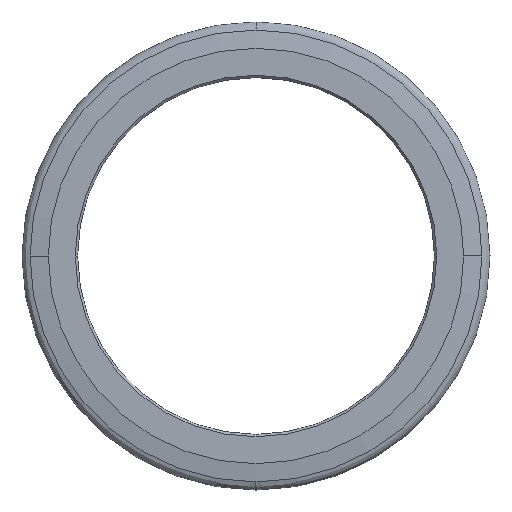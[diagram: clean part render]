
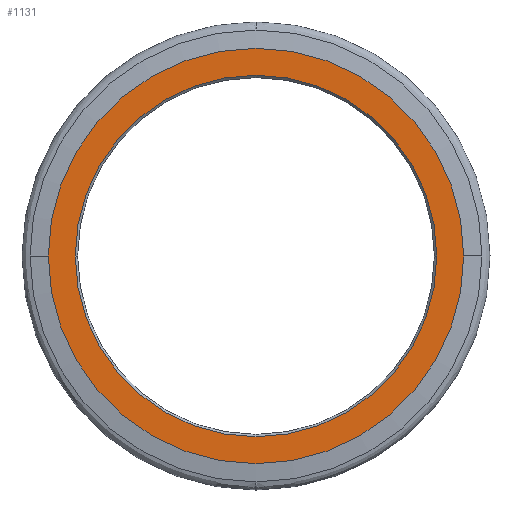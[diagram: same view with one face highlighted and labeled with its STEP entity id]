
A CAD part, left-side view. The second image highlights one B-rep face of the part: STEP entity #1131.
In plain terms, the highlighted planar face has unit normal (-1, 0, 0).
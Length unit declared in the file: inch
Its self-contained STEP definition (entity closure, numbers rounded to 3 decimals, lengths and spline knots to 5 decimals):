
#44 = ORIENTED_EDGE ( 'NONE', *, *, #1192, .F. ) ;
#82 = DIRECTION ( 'NONE',  ( 1., 0., 0. ) ) ;
#88 = CARTESIAN_POINT ( 'NONE',  ( -1.47638, 6.22933, 0. ) ) ;
#95 = FACE_BOUND ( 'NONE', #576, .T. ) ;
#99 = CARTESIAN_POINT ( 'NONE',  ( -1.47638, 0., 0. ) ) ;
#121 = EDGE_CURVE ( 'NONE', #164, #951, #507, .T. ) ;
#134 = DIRECTION ( 'NONE',  ( 0., 1., 0. ) ) ;
#164 = VERTEX_POINT ( 'NONE', #1027 ) ;
#244 = DIRECTION ( 'NONE',  ( 1., 0., 0. ) ) ;
#323 = FACE_OUTER_BOUND ( 'NONE', #444, .T. ) ;
#346 = EDGE_CURVE ( 'NONE', #951, #164, #551, .T. ) ;
#372 = AXIS2_PLACEMENT_3D ( 'NONE', #387, #244, #134 ) ;
#382 = EDGE_CURVE ( 'NONE', #612, #514, #1084, .T. ) ;
#387 = CARTESIAN_POINT ( 'NONE',  ( -1.47638, 0., 0. ) ) ;
#444 = EDGE_LOOP ( 'NONE', ( #44, #945 ) ) ;
#461 = DIRECTION ( 'NONE',  ( -1., 0., 0. ) ) ;
#507 = CIRCLE ( 'NONE', #652, 6.08268 ) ;
#514 = VERTEX_POINT ( 'NONE', #519 ) ;
#519 = CARTESIAN_POINT ( 'NONE',  ( -1.47638, 6.98819, 0. ) ) ;
#551 = CIRCLE ( 'NONE', #1462, 6.08268 ) ;
#562 = DIRECTION ( 'NONE',  ( 1., 0., 0. ) ) ;
#576 = EDGE_LOOP ( 'NONE', ( #1400, #606 ) ) ;
#606 = ORIENTED_EDGE ( 'NONE', *, *, #346, .T. ) ;
#611 = CARTESIAN_POINT ( 'NONE',  ( -1.47638, 0., 0. ) ) ;
#612 = VERTEX_POINT ( 'NONE', #1116 ) ;
#652 = AXIS2_PLACEMENT_3D ( 'NONE', #99, #82, #1489 ) ;
#690 = DIRECTION ( 'NONE',  ( 1., 0., 0. ) ) ;
#696 = AXIS2_PLACEMENT_3D ( 'NONE', #1029, #562, #1506 ) ;
#837 = CARTESIAN_POINT ( 'NONE',  ( -1.47638, 6.08268, 0. ) ) ;
#945 = ORIENTED_EDGE ( 'NONE', *, *, #382, .F. ) ;
#951 = VERTEX_POINT ( 'NONE', #837 ) ;
#1027 = CARTESIAN_POINT ( 'NONE',  ( -1.47638, -6.08268, 0. ) ) ;
#1029 = CARTESIAN_POINT ( 'NONE',  ( -1.47638, 0., 0. ) ) ;
#1084 = CIRCLE ( 'NONE', #696, 6.98819 ) ;
#1116 = CARTESIAN_POINT ( 'NONE',  ( -1.47638, -6.98819, 0. ) ) ;
#1131 = ADVANCED_FACE ( 'NONE', ( #95, #323 ), #1376, .T. ) ;
#1156 = DIRECTION ( 'NONE',  ( 0., -1., 0. ) ) ;
#1192 = EDGE_CURVE ( 'NONE', #514, #612, #1509, .T. ) ;
#1266 = AXIS2_PLACEMENT_3D ( 'NONE', #88, #461, #1501 ) ;
#1376 = PLANE ( 'NONE',  #1266 ) ;
#1400 = ORIENTED_EDGE ( 'NONE', *, *, #121, .T. ) ;
#1462 = AXIS2_PLACEMENT_3D ( 'NONE', #611, #690, #1156 ) ;
#1489 = DIRECTION ( 'NONE',  ( 0., -1., 0. ) ) ;
#1501 = DIRECTION ( 'NONE',  ( 0., 0., 1. ) ) ;
#1506 = DIRECTION ( 'NONE',  ( 0., 1., 0. ) ) ;
#1509 = CIRCLE ( 'NONE', #372, 6.98819 ) ;
